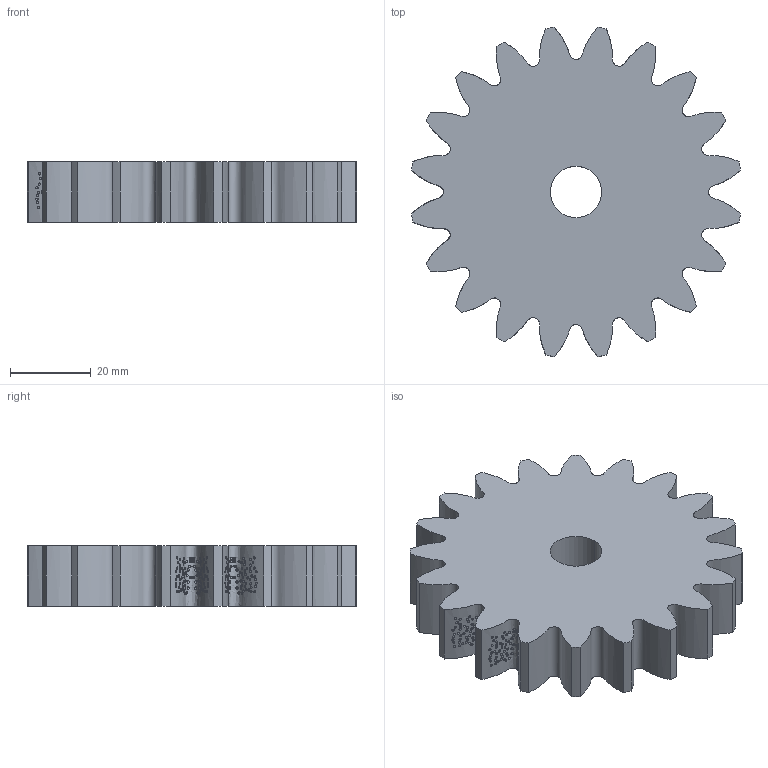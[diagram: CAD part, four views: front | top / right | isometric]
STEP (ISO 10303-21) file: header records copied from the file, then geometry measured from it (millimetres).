
FILE_DESCRIPTION(('Open CASCADE Model'),'2;1');
FILE_NAME('Open CASCADE Shape Model','2025-07-12T16:25:14',('Author'),( 'Open CASCADE'),'Open CASCADE STEP processor 7.9','Open CASCADE 7.9' ,'Unknown');
FILE_SCHEMA(('AUTOMOTIVE_DESIGN { 1 0 10303 214 1 1 1 1 }'));
Products named in the file (1): Open CASCADE STEP translator 7.9 1
Bounding box: 81.49 x 81.49 x 15 mm (x, y, z)
Volume: 61783.1 mm3; surface area: 15659.5 mm2
Topology: 1 solids, 1 shells, 274 faces, 416 edges, 344 vertices
Faces by surface type: sphere 230, cylinder 22, bspline 20, plane 2
Entity records: 51893 total; most frequent: CARTESIAN_POINT 43990, DIRECTION 910, B_SPLINE_CURVE_WITH_KNOTS 900, ORIENTED_EDGE 832, PCURVE 832, DEFINITIONAL_REPRESENTATION 832, FACE_BOUND 476, EDGE_LOOP 476
